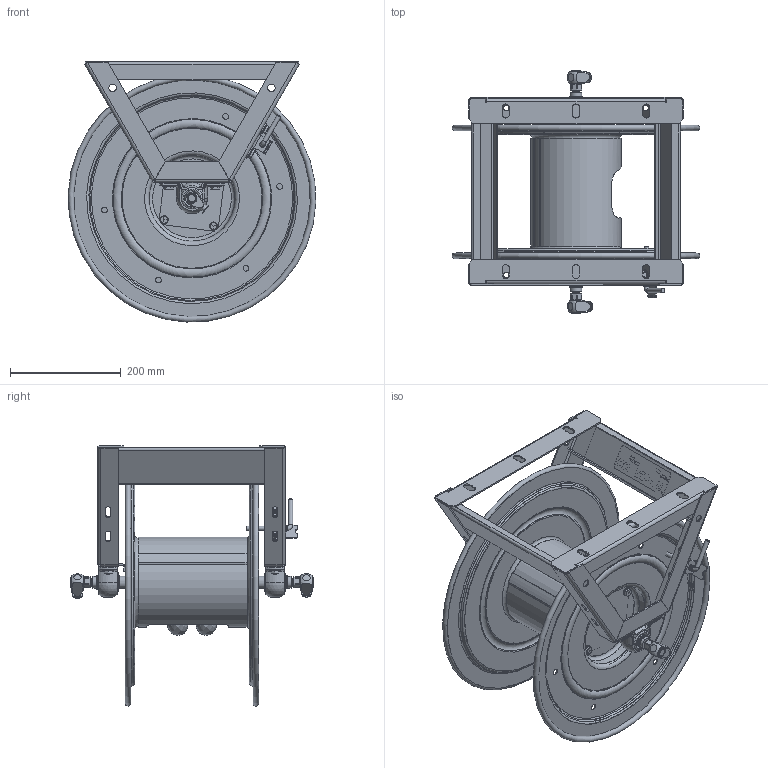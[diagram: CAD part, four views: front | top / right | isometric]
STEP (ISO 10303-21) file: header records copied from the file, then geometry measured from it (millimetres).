
FILE_DESCRIPTION(/* description */ (''),/* implementation_level */ '2;1');
FILE_NAME(/* name */ '1275HPL-D-8_SHARED.stp',/* time_stamp */ '2020-03-16T10:02:22-07:00',/* author */ ('NMelton'),/* organization */ (''),/* preprocessor_version */ 'ST-DEVELOPER v17',/* originating_system */ 'Autodesk Inventor 2019',/* authorisation */ '');
FILE_SCHEMA (('AUTOMOTIVE_DESIGN { 1 0 10303 214 3 1 1 }'));
Products named in the file (1): 1275HPL-D-8_SHARED
Bounding box: 447.43 x 439.67 x 470.08 mm (x, y, z)
Surface area: 1499956.7 mm2 (no closed solid volume)
Topology: 0 solids, 133 shells, 1541 faces, 5579 edges, 3971 vertices
Faces by surface type: plane 674, cylinder 331, bspline 294, torus 117, cone 87, sphere 38
Full cylindrical faces by diameter (mm): 1.245 x4, 1.321 x4, 2.54 x1, 3.048 x1, 6.35 x1, 6.909 x1, 6.985 x4, 7.925 x3, 7.938 x8, 8.382 x2, 8.738 x1, 8.763 x1, 10.414 x6, 10.439 x1, 10.592 x2, 11.43 x7, 12.192 x2, 12.37 x2, 12.7 x6, 12.859 x4, 13.398 x2, 13.462 x4, 13.868 x2, 14.186 x4, 15.875 x2, 16.764 x1, 17.615 x4, 18.644 x2, 19.253 x2, 20.625 x4
Entity records: 72856 total; most frequent: CARTESIAN_POINT 26940, ORIENTED_EDGE 8881, DIRECTION 8111, EDGE_CURVE 5513, VERTEX_POINT 3971, AXIS2_PLACEMENT_3D 2768, LINE 2575, VECTOR 2575
